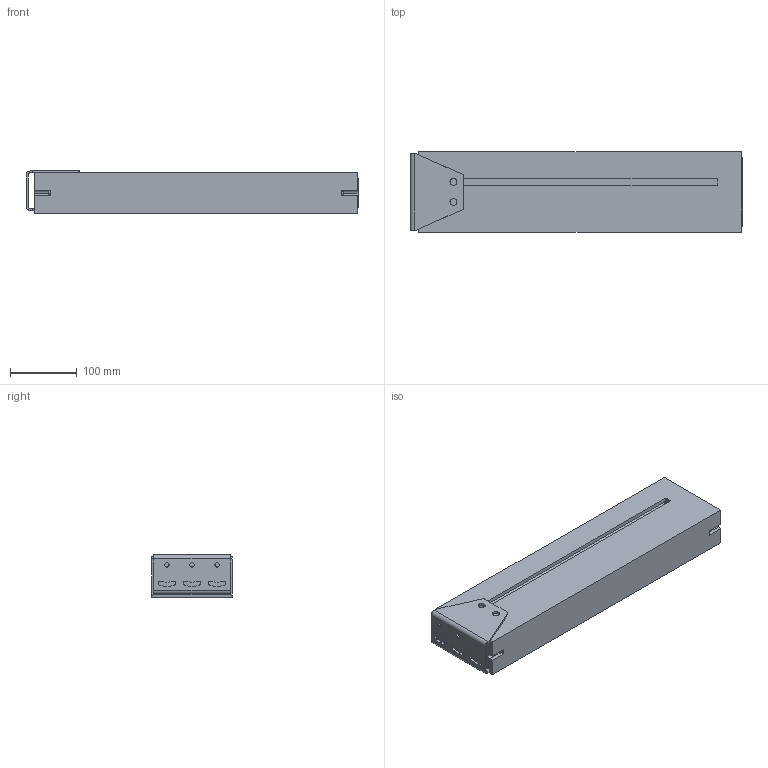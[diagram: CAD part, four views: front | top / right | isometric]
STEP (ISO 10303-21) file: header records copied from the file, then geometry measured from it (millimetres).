
FILE_DESCRIPTION(('STEP AP214'),'1');
FILE_NAME('cctmp_56673888-4C76-4FA9-AF9C-797B149B7166_2020_1_9_16_43_48_762..stp','2020-01-09T15:43:48',('Bosch Rexroth AG'),('CADClick - www.CADClick.com'),'Spatial InterOp 3D',' ','unknown authorization - (Healing Option Enabled)');
FILE_SCHEMA(('AUTOMOTIVE_DESIGN'));
Length unit declared in the file: millimetre
Products named in the file (1): 2020_01_09__16-43-48-762
Bounding box: 497 x 120 x 63 mm (x, y, z)
Volume: 3396637.8 mm3; surface area: 227008.1 mm2
Topology: 1 solids, 1 shells, 105 faces, 285 edges, 185 vertices
Faces by surface type: plane 57, cylinder 44, cone 4
Entity records: 4216 total; most frequent: DIRECTION 602, CARTESIAN_POINT 576, ORIENTED_EDGE 570, EDGE_CURVE 285, AXIS2_PLACEMENT_3D 211, VERTEX_POINT 185, LINE 180, VECTOR 180
